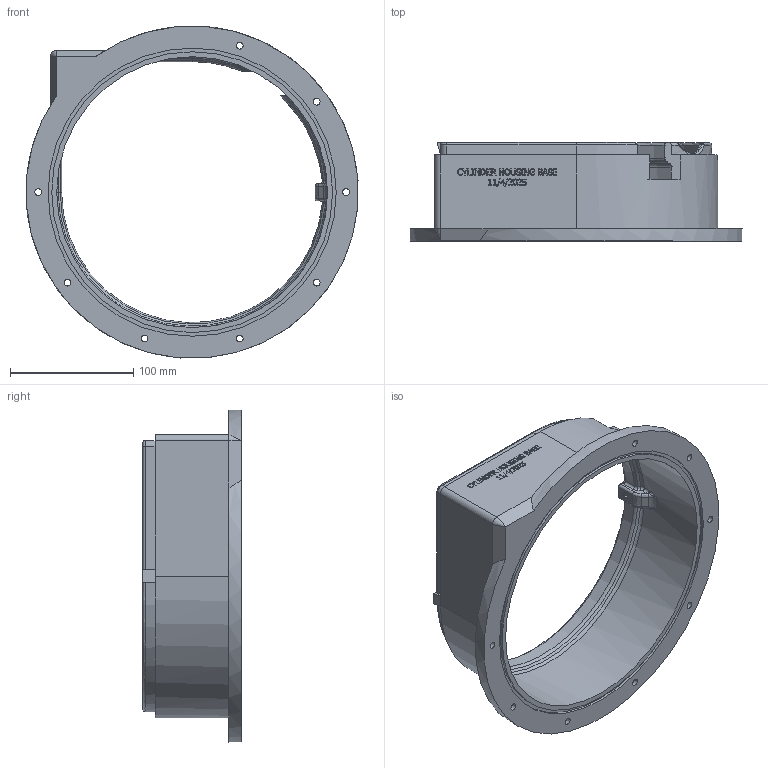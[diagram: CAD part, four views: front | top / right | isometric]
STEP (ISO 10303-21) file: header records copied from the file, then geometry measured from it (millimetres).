
FILE_DESCRIPTION(/* description */ (''),/* implementation_level */ '2;1');
FILE_NAME(/* name */ 'Cylinder Housing Base.stp',/* time_stamp */ '2025-11-04T14:35:22-05:00',/* author */ ('mumin'),/* organization */ (''),/* preprocessor_version */ 'ST-DEVELOPER v20',/* originating_system */ 'Autodesk Inventor 2025',/* authorisation */ '');
FILE_SCHEMA (('AUTOMOTIVE_DESIGN { 1 0 10303 214 3 1 1 }'));
Length unit declared in the file: millimetre
Products named in the file (1): Cylinder Housing_base_3
Bounding box: 269.57 x 80 x 269.57 mm (x, y, z)
Volume: 462317 mm3; surface area: 166859.8 mm2
Topology: 1 solids, 1 shells, 552 faces, 1486 edges, 972 vertices
Faces by surface type: plane 306, bspline 186, cylinder 42, torus 12, cone 6
Full cylindrical faces by diameter (mm): 5.5 x10, 220 x1, 228 x1, 234 x1
Entity records: 19399 total; most frequent: CARTESIAN_POINT 6692, ORIENTED_EDGE 2966, DIRECTION 1957, EDGE_CURVE 1483, LINE 973, VECTOR 973, VERTEX_POINT 971, EDGE_LOOP 612
